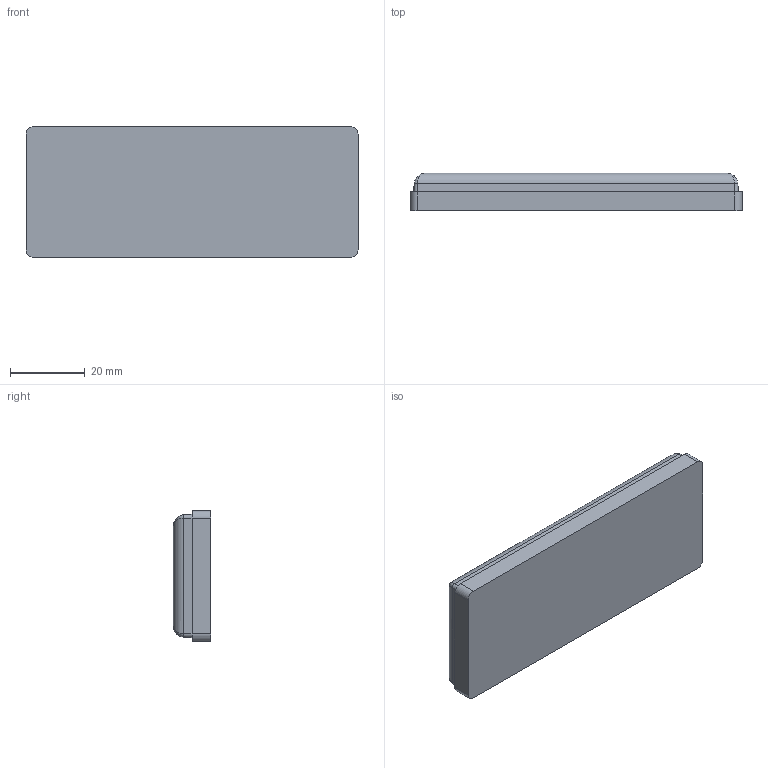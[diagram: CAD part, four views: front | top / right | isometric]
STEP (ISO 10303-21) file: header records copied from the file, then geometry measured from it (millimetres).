
FILE_DESCRIPTION (( 'STEP AP203' ), '1' );
FILE_NAME ('ADR-REF-W_REV_A.step', '2025-08-17T04:50:07', ( '' ), ( '' ), 'SwSTEP 2.0', 'SolidWorks 2024', '' );
FILE_SCHEMA (( 'CONFIG_CONTROL_DESIGN' ));
Length unit declared in the file: millimetre
Products named in the file (1): ADR-REF-W_REV_A
Bounding box: 89 x 10 x 35 mm (x, y, z)
Volume: 29355.2 mm3; surface area: 14038.7 mm2
Topology: 2 solids, 2 shells, 29 faces, 67 edges, 38 vertices
Faces by surface type: plane 13, cylinder 8, cone 4, bspline 4
Entity records: 3602 total; most frequent: CARTESIAN_POINT 2921, ORIENTED_EDGE 126, DIRECTION 115, EDGE_CURVE 63, VECTOR 39, LINE 39, AXIS2_PLACEMENT_3D 38, VERTEX_POINT 38
